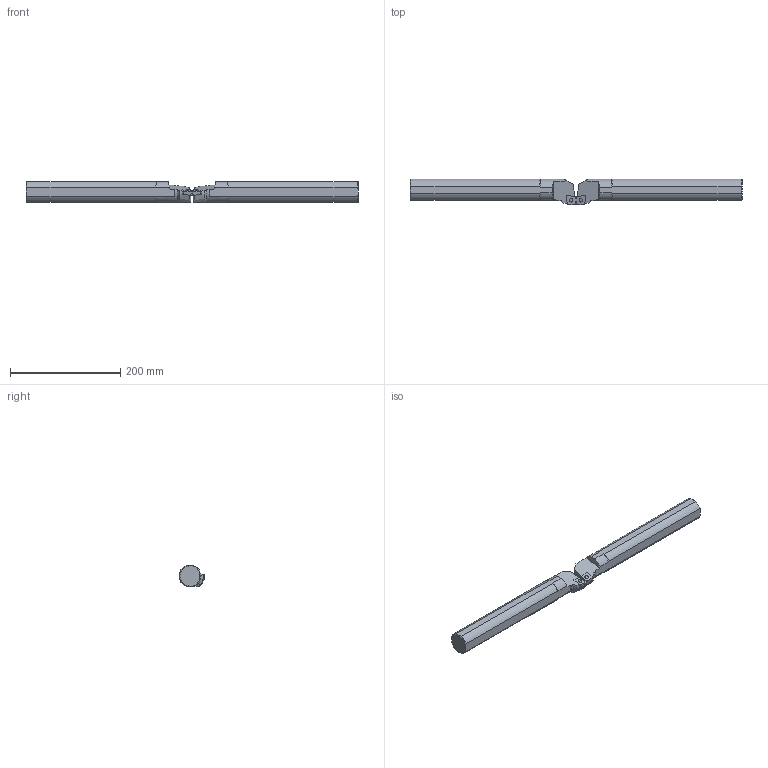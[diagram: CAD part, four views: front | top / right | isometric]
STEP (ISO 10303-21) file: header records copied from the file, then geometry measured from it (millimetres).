
FILE_DESCRIPTION(/* description */ (''),/* implementation_level */ '2;1');
FILE_NAME(/* name */ 'A40TPCLNL16_SIM.stp',/* time_stamp */ '2022-11-22T08:58:53+01:00',/* author */ (''),/* organization */ (''),/* preprocessor_version */ 'ST-DEVELOPER v18.102',/* originating_system */ 'SIEMENS PLM Software NX 2027',/* authorisation */ '');
FILE_SCHEMA (('AUTOMOTIVE_DESIGN { 1 0 10303 214 3 1 1 1 }'));
Length unit declared in the file: millimetre
Products named in the file (1): model1
Bounding box: 603.27 x 46.81 x 38 mm (x, y, z)
Volume: 701763.3 mm3; surface area: 79901.5 mm2
Topology: 4 solids, 4 shells, 76 faces, 206 edges, 138 vertices
Faces by surface type: plane 32, cylinder 22, cone 12, torus 10
Full cylindrical faces by diameter (mm): 6.35 x2
Entity records: 2612 total; most frequent: CARTESIAN_POINT 683, ORIENTED_EDGE 404, DIRECTION 380, EDGE_CURVE 202, AXIS2_PLACEMENT_3D 149, VERTEX_POINT 136, EDGE_LOOP 82, LINE 82
